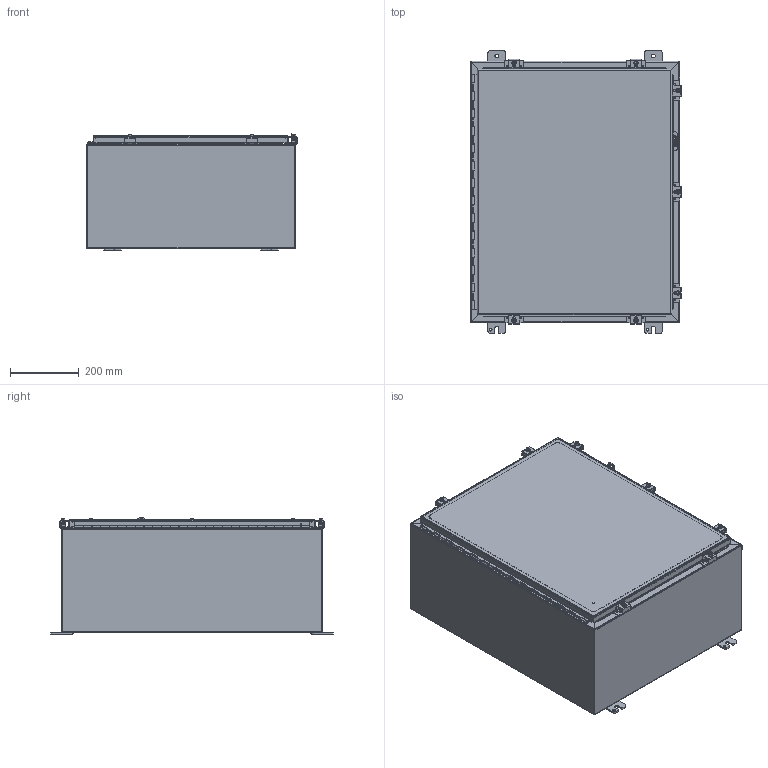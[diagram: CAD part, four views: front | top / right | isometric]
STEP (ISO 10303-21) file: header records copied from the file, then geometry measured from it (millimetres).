
FILE_DESCRIPTION(/* description */ ('ENCL,NEMA4,CS,(30X24X12)'),/* implementation_level */ '2;1');
FILE_NAME(/* name */ 'N4302412.stp',/* time_stamp */ '2022-02-22T08:07:08-06:00',/* author */ ('dnichola'),/* organization */ (''),/* preprocessor_version */ 'ST-DEVELOPER v18.1',/* originating_system */ 'Autodesk Inventor 2020',/* authorisation */ '');
FILE_SCHEMA (('AUTOMOTIVE_DESIGN { 1 0 10303 214 3 1 1 }'));
Length unit declared in the file: inch
Products named in the file (19): N4302412; 38420; 34840; N4302412BKP; 32911; FOAM IN PLACE; 38846; N43024LID; 328106; 328106T; 328106L; 328106P-1; 388116; HFW30825; HFW30825-1; HFW30825-2;  HFW30825-3; HFW30825-4; 30817
Assembly tree (36 placements, depth 3):
  N4302412
    34840  x4
    38420
    N4302412BKP
    32911
    FOAM IN PLACE
    38846
    N43024LID
    328106
      328106T
      328106L
      328106P-1
    388116  x4
    HFW30825  x7
      HFW30825-1
      HFW30825-2
       HFW30825-3
      HFW30825-4
    30817  x7
Bounding box: 615.08 x 825.5 x 340.62 mm (x, y, z)
Volume: 4086428 mm3; surface area: 4121337.1 mm2
Topology: 52 solids, 52 shells, 1738 faces, 4441 edges, 2898 vertices
Faces by surface type: plane 911, cylinder 582, bspline 132, torus 51, sphere 42, cone 20
Full cylindrical faces by diameter (mm): 2.794 x34, 2.921 x2, 3.048 x25, 3.967 x1, 5.359 x7, 6.35 x8, 7.137 x7, 7.95 x4, 8.382 x8, 8.56 x1, 8.89 x7, 11.125 x4, 12.7 x8, 13.208 x7, 15.875 x4
Entity records: 30623 total; most frequent: CARTESIAN_POINT 7509, DIRECTION 4595, ORIENTED_EDGE 4466, EDGE_CURVE 2233, AXIS2_PLACEMENT_3D 1571, LINE 1453, VECTOR 1453, VERTEX_POINT 1425
